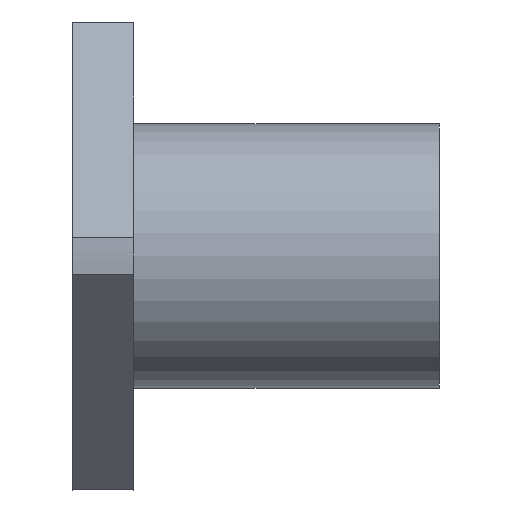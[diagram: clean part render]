
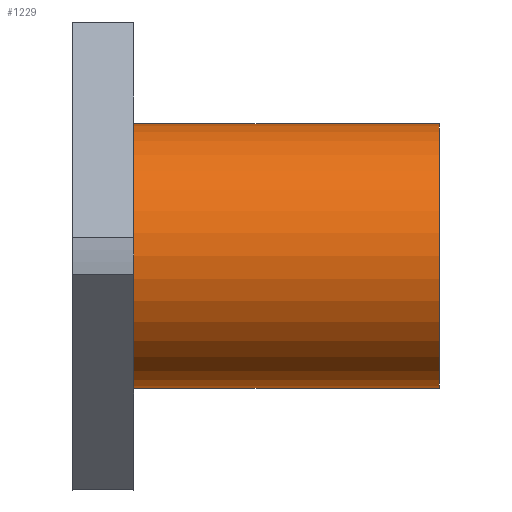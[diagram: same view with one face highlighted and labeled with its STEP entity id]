
A CAD part, front view. The second image highlights one B-rep face of the part: STEP entity #1229.
In plain terms, the highlighted cylindrical face has radius 13 mm (diameter 26 mm), a partial arc.
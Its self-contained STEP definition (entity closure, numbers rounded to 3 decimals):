
#23 = VERTEX_POINT ( 'NONE', #93 ) ;
#25 = VERTEX_POINT ( 'NONE', #95 ) ;
#34 = VERTEX_POINT ( 'NONE', #104 ) ;
#35 = VERTEX_POINT ( 'NONE', #105 ) ;
#93 = CARTESIAN_POINT ( 'NONE',  ( 36., 0., -13. ) ) ;
#95 = CARTESIAN_POINT ( 'NONE',  ( 36., 0., 13. ) ) ;
#104 = CARTESIAN_POINT ( 'NONE',  ( 6., 0., 13. ) ) ;
#105 = CARTESIAN_POINT ( 'NONE',  ( 6., 0., -13. ) ) ;
#295 = CARTESIAN_POINT ( 'NONE',  ( 0., 0., -13. ) ) ;
#301 = DIRECTION ( 'NONE',  ( -1., 0., 0. ) ) ;
#303 = CARTESIAN_POINT ( 'NONE',  ( 0., 0., 13. ) ) ;
#304 = DIRECTION ( 'NONE',  ( -1., 0., 0. ) ) ;
#465 = ORIENTED_EDGE ( 'NONE', *, *, #960, .T. ) ;
#466 = ORIENTED_EDGE ( 'NONE', *, *, #992, .F. ) ;
#487 = ORIENTED_EDGE ( 'NONE', *, *, #959, .F. ) ;
#488 = ORIENTED_EDGE ( 'NONE', *, *, #1004, .T. ) ;
#638 = EDGE_LOOP ( 'NONE', ( #487, #488, #465, #466 ) ) ;
#712 = VECTOR ( 'NONE', #301, 1000. ) ;
#713 = LINE ( 'NONE', #295, #712 ) ;
#715 = LINE ( 'NONE', #303, #716 ) ;
#716 = VECTOR ( 'NONE', #304, 1000. ) ;
#799 = CIRCLE ( 'NONE', #1133, 13. ) ;
#815 = CIRCLE ( 'NONE', #1138, 13. ) ;
#934 = FACE_OUTER_BOUND ( 'NONE', #638, .T. ) ;
#935 = CYLINDRICAL_SURFACE ( 'NONE', #1204, 13. ) ;
#959 = EDGE_CURVE ( 'NONE', #23, #35, #713, .T. ) ;
#960 = EDGE_CURVE ( 'NONE', #25, #34, #715, .T. ) ;
#992 = EDGE_CURVE ( 'NONE', #35, #34, #799, .T. ) ;
#1004 = EDGE_CURVE ( 'NONE', #23, #25, #815, .T. ) ;
#1133 = AXIS2_PLACEMENT_3D ( 'NONE', #1303, #1306, #1307 ) ;
#1138 = AXIS2_PLACEMENT_3D ( 'NONE', #1337, #1339, #1340 ) ;
#1204 = AXIS2_PLACEMENT_3D ( 'NONE', #1575, #1569, #1563 ) ;
#1229 = ADVANCED_FACE ( 'NONE', ( #934 ), #935, .T. ) ;
#1303 = CARTESIAN_POINT ( 'NONE',  ( 6., 0., 0. ) ) ;
#1306 = DIRECTION ( 'NONE',  ( -1., 0., 0. ) ) ;
#1307 = DIRECTION ( 'NONE',  ( 0., 0., 1. ) ) ;
#1337 = CARTESIAN_POINT ( 'NONE',  ( 36., 0., 0. ) ) ;
#1339 = DIRECTION ( 'NONE',  ( -1., 0., 0. ) ) ;
#1340 = DIRECTION ( 'NONE',  ( 0., 0., 1. ) ) ;
#1563 = DIRECTION ( 'NONE',  ( 0., 0., 1. ) ) ;
#1569 = DIRECTION ( 'NONE',  ( -1., 0., 0. ) ) ;
#1575 = CARTESIAN_POINT ( 'NONE',  ( 0., 0., 0. ) ) ;
